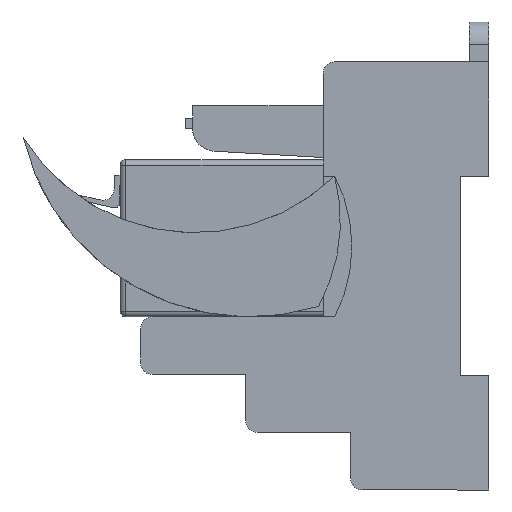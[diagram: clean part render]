
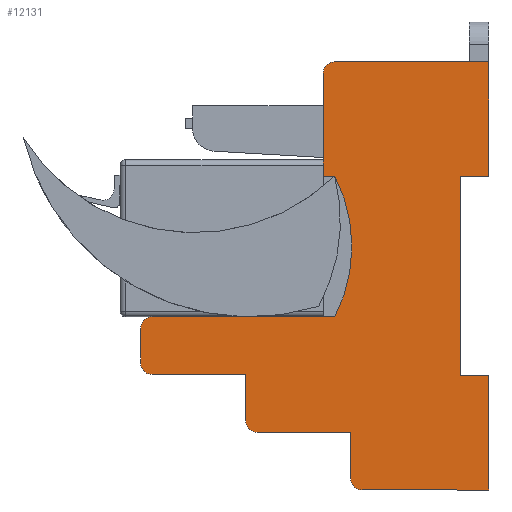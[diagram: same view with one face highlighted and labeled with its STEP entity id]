
A CAD part, left-side view. The second image highlights one B-rep face of the part: STEP entity #12131.
In plain terms, the highlighted planar face has unit normal (-1, 0, 0).
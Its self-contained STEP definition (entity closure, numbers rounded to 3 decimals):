
#11661=CARTESIAN_POINT('',(0.0,0.0,0.0));
#11662=VERTEX_POINT('',#11661);
#11669=CARTESIAN_POINT('',(0.0,0.,-20.));
#11670=VERTEX_POINT('',#11669);
#11671=CARTESIAN_POINT('',(0.0,0.0,0.0));
#11672=DIRECTION('',(0.0,0.0,-1.0));
#11673=VECTOR('',#11672,20.);
#11674=LINE('',#11671,#11673);
#11675=EDGE_CURVE('',#11662,#11670,#11674,.T.);
#11901=CARTESIAN_POINT('',(0.0,29.,-2.));
#11902=VERTEX_POINT('',#11901);
#11909=CARTESIAN_POINT('',(0.0,27.,0.0));
#11910=VERTEX_POINT('',#11909);
#11911=CARTESIAN_POINT('',(0.0,27.,-2.));
#11912=DIRECTION('',(1.0,0.0,0.0));
#11913=DIRECTION('',(0.0,0.707,0.707));
#11914=AXIS2_PLACEMENT_3D('',#11911,#11912,#11913);
#11915=CIRCLE('',#11914,2.0);
#11916=EDGE_CURVE('',#11902,#11910,#11915,.T.);
#11941=CARTESIAN_POINT('',(0.0,27.,0.0));
#11942=DIRECTION('',(0.0,-1.0,0.0));
#11943=VECTOR('',#11942,27.);
#11944=LINE('',#11941,#11943);
#11945=EDGE_CURVE('',#11910,#11662,#11944,.T.);
#11957=CARTESIAN_POINT('',(0.0,51.8,-49.712));
#11958=DIRECTION('',(1.0,0.0,0.0));
#11959=DIRECTION('',(0.0,0.0,-1.0));
#11960=AXIS2_PLACEMENT_3D('',#11957,#11958,#11959);
#11961=PLANE('',#11960);
#11962=ORIENTED_EDGE('',*,*,#11916,.F.);
#11963=CARTESIAN_POINT('',(0.0,29.,-20.0));
#11964=VERTEX_POINT('',#11963);
#11965=CARTESIAN_POINT('',(0.0,29.,-20.0));
#11966=DIRECTION('',(0.0,0.0,1.0));
#11967=VECTOR('',#11966,18.0);
#11968=LINE('',#11965,#11967);
#11969=EDGE_CURVE('',#11964,#11902,#11968,.T.);
#11970=ORIENTED_EDGE('',*,*,#11969,.F.);
#11971=CARTESIAN_POINT('',(0.0,27.,-20.));
#11972=VERTEX_POINT('',#11971);
#11973=CARTESIAN_POINT('',(0.0,29.,-20.));
#11974=DIRECTION('',(0.0,-1.0,0.0));
#11975=VECTOR('',#11974,2.);
#11976=LINE('',#11973,#11975);
#11977=EDGE_CURVE('',#11964,#11972,#11976,.T.);
#11978=ORIENTED_EDGE('',*,*,#11977,.T.);
#11979=CARTESIAN_POINT('',(0.0,24.,-32.081));
#11980=VERTEX_POINT('',#11979);
#11981=CARTESIAN_POINT('',(0.0,50.321,-32.204));
#11982=DIRECTION('',(1.0,0.0,0.0));
#11983=DIRECTION('',(0.0,-0.886,0.464));
#11984=AXIS2_PLACEMENT_3D('',#11981,#11982,#11983);
#11985=CIRCLE('',#11984,26.321);
#11986=EDGE_CURVE('',#11972,#11980,#11985,.T.);
#11987=ORIENTED_EDGE('',*,*,#11986,.T.);
#11988=CARTESIAN_POINT('',(0.0,24.,-32.574));
#11989=VERTEX_POINT('',#11988);
#11990=CARTESIAN_POINT('',(0.0,24.,-32.081));
#11991=DIRECTION('',(0.0,0.0,-1.0));
#11992=VECTOR('',#11991,0.494);
#11993=LINE('',#11990,#11992);
#11994=EDGE_CURVE('',#11980,#11989,#11993,.T.);
#11995=ORIENTED_EDGE('',*,*,#11994,.T.);
#11996=CARTESIAN_POINT('',(0.0,27.,-44.655));
#11997=VERTEX_POINT('',#11996);
#11998=CARTESIAN_POINT('',(0.0,50.321,-32.451));
#11999=DIRECTION('',(1.0,0.0,0.0));
#12000=DIRECTION('',(0.0,-1.,0.005));
#12001=AXIS2_PLACEMENT_3D('',#11998,#11999,#12000);
#12002=CIRCLE('',#12001,26.321);
#12003=EDGE_CURVE('',#11989,#11997,#12002,.T.);
#12004=ORIENTED_EDGE('',*,*,#12003,.T.);
#12005=CARTESIAN_POINT('',(0.0,59.,-44.655));
#12006=VERTEX_POINT('',#12005);
#12007=CARTESIAN_POINT('',(0.0,27.,-44.655));
#12008=DIRECTION('',(0.0,1.0,0.0));
#12009=VECTOR('',#12008,32.);
#12010=LINE('',#12007,#12009);
#12011=EDGE_CURVE('',#11997,#12006,#12010,.T.);
#12012=ORIENTED_EDGE('',*,*,#12011,.T.);
#12013=CARTESIAN_POINT('',(0.0,61.,-46.655));
#12014=VERTEX_POINT('',#12013);
#12015=CARTESIAN_POINT('',(0.0,59.,-46.655));
#12016=DIRECTION('',(1.0,0.0,0.0));
#12017=DIRECTION('',(0.0,0.707,0.707));
#12018=AXIS2_PLACEMENT_3D('',#12015,#12016,#12017);
#12019=CIRCLE('',#12018,2.0);
#12020=EDGE_CURVE('',#12014,#12006,#12019,.T.);
#12021=ORIENTED_EDGE('',*,*,#12020,.F.);
#12022=CARTESIAN_POINT('',(0.0,61.,-52.77));
#12023=VERTEX_POINT('',#12022);
#12024=CARTESIAN_POINT('',(0.0,61.,-46.655));
#12025=DIRECTION('',(0.0,0.0,-1.0));
#12026=VECTOR('',#12025,6.115);
#12027=LINE('',#12024,#12026);
#12028=EDGE_CURVE('',#12014,#12023,#12027,.T.);
#12029=ORIENTED_EDGE('',*,*,#12028,.T.);
#12030=CARTESIAN_POINT('',(0.0,59.,-54.77));
#12031=VERTEX_POINT('',#12030);
#12032=CARTESIAN_POINT('',(0.0,59.,-52.77));
#12033=DIRECTION('',(1.0,0.0,0.0));
#12034=DIRECTION('',(0.0,0.707,-0.707));
#12035=AXIS2_PLACEMENT_3D('',#12032,#12033,#12034);
#12036=CIRCLE('',#12035,2.0);
#12037=EDGE_CURVE('',#12031,#12023,#12036,.T.);
#12038=ORIENTED_EDGE('',*,*,#12037,.F.);
#12039=CARTESIAN_POINT('',(0.0,42.6,-54.77));
#12040=VERTEX_POINT('',#12039);
#12041=CARTESIAN_POINT('',(0.0,59.,-54.77));
#12042=DIRECTION('',(0.0,-1.0,0.0));
#12043=VECTOR('',#12042,16.4);
#12044=LINE('',#12041,#12043);
#12045=EDGE_CURVE('',#12031,#12040,#12044,.T.);
#12046=ORIENTED_EDGE('',*,*,#12045,.T.);
#12047=CARTESIAN_POINT('',(0.0,42.6,-62.885));
#12048=VERTEX_POINT('',#12047);
#12049=CARTESIAN_POINT('',(0.0,42.6,-62.885));
#12050=DIRECTION('',(0.0,0.0,1.0));
#12051=VECTOR('',#12050,8.115);
#12052=LINE('',#12049,#12051);
#12053=EDGE_CURVE('',#12048,#12040,#12052,.T.);
#12054=ORIENTED_EDGE('',*,*,#12053,.F.);
#12055=CARTESIAN_POINT('',(0.0,40.6,-64.885));
#12056=VERTEX_POINT('',#12055);
#12057=CARTESIAN_POINT('',(0.0,40.6,-62.885));
#12058=DIRECTION('',(1.0,0.0,0.0));
#12059=DIRECTION('',(0.0,0.707,-0.707));
#12060=AXIS2_PLACEMENT_3D('',#12057,#12058,#12059);
#12061=CIRCLE('',#12060,2.0);
#12062=EDGE_CURVE('',#12056,#12048,#12061,.T.);
#12063=ORIENTED_EDGE('',*,*,#12062,.F.);
#12064=CARTESIAN_POINT('',(0.0,24.2,-64.885));
#12065=VERTEX_POINT('',#12064);
#12066=CARTESIAN_POINT('',(0.0,24.2,-64.885));
#12067=DIRECTION('',(0.0,1.0,0.0));
#12068=VECTOR('',#12067,16.4);
#12069=LINE('',#12066,#12068);
#12070=EDGE_CURVE('',#12065,#12056,#12069,.T.);
#12071=ORIENTED_EDGE('',*,*,#12070,.F.);
#12072=CARTESIAN_POINT('',(0.0,24.2,-73.));
#12073=VERTEX_POINT('',#12072);
#12074=CARTESIAN_POINT('',(0.0,24.2,-73.));
#12075=DIRECTION('',(0.0,0.0,1.0));
#12076=VECTOR('',#12075,8.115);
#12077=LINE('',#12074,#12076);
#12078=EDGE_CURVE('',#12073,#12065,#12077,.T.);
#12079=ORIENTED_EDGE('',*,*,#12078,.F.);
#12080=CARTESIAN_POINT('',(0.0,22.2,-75.));
#12081=VERTEX_POINT('',#12080);
#12082=CARTESIAN_POINT('',(0.0,22.2,-73.));
#12083=DIRECTION('',(1.0,0.0,0.0));
#12084=DIRECTION('',(0.0,0.707,-0.707));
#12085=AXIS2_PLACEMENT_3D('',#12082,#12083,#12084);
#12086=CIRCLE('',#12085,2.0);
#12087=EDGE_CURVE('',#12081,#12073,#12086,.T.);
#12088=ORIENTED_EDGE('',*,*,#12087,.F.);
#12089=CARTESIAN_POINT('',(0.0,0.,-75.0));
#12090=VERTEX_POINT('',#12089);
#12091=CARTESIAN_POINT('',(0.0,0.,-75.0));
#12092=DIRECTION('',(0.0,1.0,0.0));
#12093=VECTOR('',#12092,22.2);
#12094=LINE('',#12091,#12093);
#12095=EDGE_CURVE('',#12090,#12081,#12094,.T.);
#12096=ORIENTED_EDGE('',*,*,#12095,.F.);
#12097=CARTESIAN_POINT('',(0.0,0.,-55.0));
#12098=VERTEX_POINT('',#12097);
#12099=CARTESIAN_POINT('',(0.0,0.,-55.0));
#12100=DIRECTION('',(0.0,0.0,-1.0));
#12101=VECTOR('',#12100,20.0);
#12102=LINE('',#12099,#12101);
#12103=EDGE_CURVE('',#12098,#12090,#12102,.T.);
#12104=ORIENTED_EDGE('',*,*,#12103,.F.);
#12105=CARTESIAN_POINT('',(0.0,5.,-55.0));
#12106=VERTEX_POINT('',#12105);
#12107=CARTESIAN_POINT('',(0.0,0.,-55.0));
#12108=DIRECTION('',(0.0,1.0,0.0));
#12109=VECTOR('',#12108,5.0);
#12110=LINE('',#12107,#12109);
#12111=EDGE_CURVE('',#12098,#12106,#12110,.T.);
#12112=ORIENTED_EDGE('',*,*,#12111,.T.);
#12113=CARTESIAN_POINT('',(0.0,5.,-20.));
#12114=VERTEX_POINT('',#12113);
#12115=CARTESIAN_POINT('',(0.0,5.,-55.0));
#12116=DIRECTION('',(0.0,0.0,1.0));
#12117=VECTOR('',#12116,35.0);
#12118=LINE('',#12115,#12117);
#12119=EDGE_CURVE('',#12106,#12114,#12118,.T.);
#12120=ORIENTED_EDGE('',*,*,#12119,.T.);
#12121=CARTESIAN_POINT('',(0.0,5.,-20.0));
#12122=DIRECTION('',(0.0,-1.0,0.0));
#12123=VECTOR('',#12122,5.0);
#12124=LINE('',#12121,#12123);
#12125=EDGE_CURVE('',#12114,#11670,#12124,.T.);
#12126=ORIENTED_EDGE('',*,*,#12125,.T.);
#12127=ORIENTED_EDGE('',*,*,#11675,.F.);
#12128=ORIENTED_EDGE('',*,*,#11945,.F.);
#12129=EDGE_LOOP('',(#11962,#11970,#11978,#11987,#11995,#12004,#12012,#12021,#12029,#12038,#12046,#12054,#12063,#12071,#12079,#12088,#12096,#12104,#12112,#12120,#12126,#12127,#12128));
#12130=FACE_OUTER_BOUND('',#12129,.T.);
#12131=ADVANCED_FACE('',(#12130),#11961,.F.);
